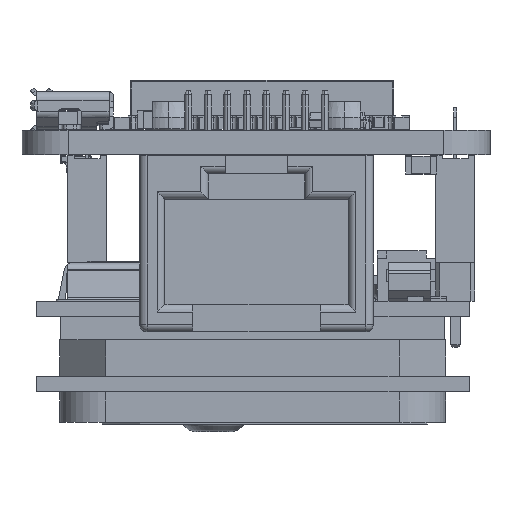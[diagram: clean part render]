
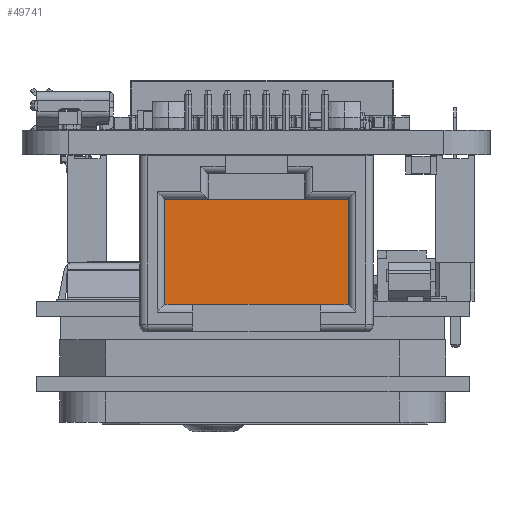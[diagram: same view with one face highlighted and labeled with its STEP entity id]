
A CAD part, front view. The second image highlights one B-rep face of the part: STEP entity #49741.
In plain terms, the highlighted face is planar.
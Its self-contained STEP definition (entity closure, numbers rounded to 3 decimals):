
#49558 = VERTEX_POINT('',#49559);
#49559 = CARTESIAN_POINT('',(-5.97,9.7,-4.97));
#49576 = VERTEX_POINT('',#49577);
#49577 = CARTESIAN_POINT('',(-5.97,2.85,-4.97));
#49583 = EDGE_CURVE('',#49558,#49576,#49584,.T.);
#49584 = LINE('',#49585,#49586);
#49585 = CARTESIAN_POINT('',(-5.97,9.7,-4.97));
#49586 = VECTOR('',#49587,1.);
#49587 = DIRECTION('',(0.,-1.,0.));
#49598 = VERTEX_POINT('',#49599);
#49599 = CARTESIAN_POINT('',(5.97,9.7,-4.97));
#49646 = EDGE_CURVE('',#49598,#49558,#49647,.T.);
#49647 = LINE('',#49648,#49649);
#49648 = CARTESIAN_POINT('',(-5.97,9.7,-4.97));
#49649 = VECTOR('',#49650,1.);
#49650 = DIRECTION('',(-1.,-0.,-0.));
#49661 = VERTEX_POINT('',#49662);
#49662 = CARTESIAN_POINT('',(5.97,2.85,-4.97));
#49677 = EDGE_CURVE('',#49661,#49598,#49678,.T.);
#49678 = LINE('',#49679,#49680);
#49679 = CARTESIAN_POINT('',(5.97,9.7,-4.97));
#49680 = VECTOR('',#49681,1.);
#49681 = DIRECTION('',(-0.,1.,-0.));
#49708 = EDGE_CURVE('',#49576,#49661,#49709,.T.);
#49709 = LINE('',#49710,#49711);
#49710 = CARTESIAN_POINT('',(-5.97,2.85,-4.97));
#49711 = VECTOR('',#49712,1.);
#49712 = DIRECTION('',(1.,0.,0.));
#49741 = ADVANCED_FACE('',(#49742),#49748,.T.);
#49742 = FACE_BOUND('',#49743,.T.);
#49743 = EDGE_LOOP('',(#49744,#49745,#49746,#49747));
#49744 = ORIENTED_EDGE('',*,*,#49583,.T.);
#49745 = ORIENTED_EDGE('',*,*,#49708,.T.);
#49746 = ORIENTED_EDGE('',*,*,#49677,.T.);
#49747 = ORIENTED_EDGE('',*,*,#49646,.T.);
#49748 = PLANE('',#49749);
#49749 = AXIS2_PLACEMENT_3D('',#49750,#49751,#49752);
#49750 = CARTESIAN_POINT('',(0.,0.,-4.97));
#49751 = DIRECTION('',(-0.,0.,1.));
#49752 = DIRECTION('',(1.,0.,0.));
